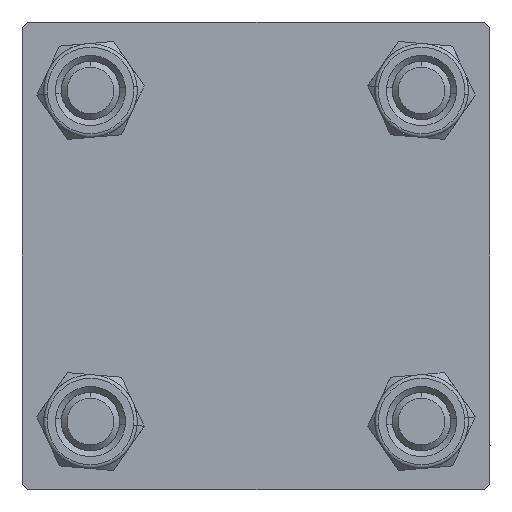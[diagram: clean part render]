
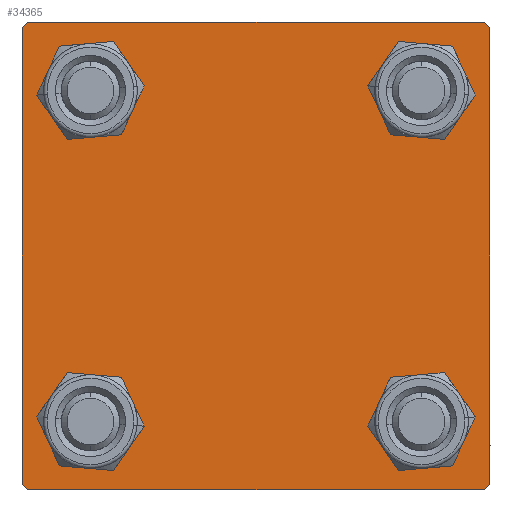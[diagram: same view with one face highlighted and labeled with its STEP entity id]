
A CAD part, left-side view. The second image highlights one B-rep face of the part: STEP entity #34365.
In plain terms, the highlighted planar face has unit normal (-1, 0, 0).
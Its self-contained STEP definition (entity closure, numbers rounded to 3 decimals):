
#359 = EDGE_CURVE ( 'NONE', #37074, #7819, #55865, .T. ) ;
#686 = DIRECTION ( 'NONE',  ( 0., 0.707, 0.707 ) ) ;
#817 = DIRECTION ( 'NONE',  ( 0., 0., 1. ) ) ;
#948 = LINE ( 'NONE', #45795, #32986 ) ;
#2057 = AXIS2_PLACEMENT_3D ( 'NONE', #43011, #8185, #16268 ) ;
#2111 = ORIENTED_EDGE ( 'NONE', *, *, #17985, .T. ) ;
#2320 = EDGE_CURVE ( 'NONE', #11592, #47314, #16211, .T. ) ;
#2658 = CARTESIAN_POINT ( 'NONE',  ( 0., 20., 20. ) ) ;
#3134 = CARTESIAN_POINT ( 'NONE',  ( 0., -19.75, -19.75 ) ) ;
#3979 = ORIENTED_EDGE ( 'NONE', *, *, #50561, .F. ) ;
#4033 = ORIENTED_EDGE ( 'NONE', *, *, #22730, .T. ) ;
#4430 = ORIENTED_EDGE ( 'NONE', *, *, #37061, .T. ) ;
#4566 = CARTESIAN_POINT ( 'NONE',  ( 0., -14.15, 14.15 ) ) ;
#4950 = ORIENTED_EDGE ( 'NONE', *, *, #28356, .T. ) ;
#5345 = VECTOR ( 'NONE', #19954, 1000. ) ;
#6005 = ORIENTED_EDGE ( 'NONE', *, *, #45233, .T. ) ;
#7076 = DIRECTION ( 'NONE',  ( 0., -1., 0. ) ) ;
#7796 = CARTESIAN_POINT ( 'NONE',  ( 0., 19.5, 20. ) ) ;
#7819 = VERTEX_POINT ( 'NONE', #15937 ) ;
#8185 = DIRECTION ( 'NONE',  ( -1., 0., 0. ) ) ;
#9704 = CARTESIAN_POINT ( 'NONE',  ( 0., 19.5, -20. ) ) ;
#10243 = VERTEX_POINT ( 'NONE', #35156 ) ;
#10920 = AXIS2_PLACEMENT_3D ( 'NONE', #35823, #19896, #49344 ) ;
#11445 = AXIS2_PLACEMENT_3D ( 'NONE', #38202, #20078, #55188 ) ;
#11592 = VERTEX_POINT ( 'NONE', #50469 ) ;
#11764 = CARTESIAN_POINT ( 'NONE',  ( 0., 14.15, 11.15 ) ) ;
#12155 = ORIENTED_EDGE ( 'NONE', *, *, #54941, .T. ) ;
#12370 = CARTESIAN_POINT ( 'NONE',  ( 0., -20., -19.5 ) ) ;
#12498 = VERTEX_POINT ( 'NONE', #42266 ) ;
#12829 = VERTEX_POINT ( 'NONE', #47357 ) ;
#12899 = DIRECTION ( 'NONE',  ( 0., -0.707, 0.707 ) ) ;
#13595 = ORIENTED_EDGE ( 'NONE', *, *, #41325, .T. ) ;
#13966 = CIRCLE ( 'NONE', #30493, 3. ) ;
#14180 = CARTESIAN_POINT ( 'NONE',  ( 0., 14.15, -11.15 ) ) ;
#14506 = ORIENTED_EDGE ( 'NONE', *, *, #359, .T. ) ;
#14579 = VERTEX_POINT ( 'NONE', #7796 ) ;
#15274 = CARTESIAN_POINT ( 'NONE',  ( 0., -19.5, -20. ) ) ;
#15937 = CARTESIAN_POINT ( 'NONE',  ( 0., 14.15, 17.15 ) ) ;
#16211 = LINE ( 'NONE', #55623, #5345 ) ;
#16268 = DIRECTION ( 'NONE',  ( 0., 0., 1. ) ) ;
#16554 = FACE_BOUND ( 'NONE', #51211, .T. ) ;
#17302 = DIRECTION ( 'NONE',  ( 0., 0., 1. ) ) ;
#17985 = EDGE_CURVE ( 'NONE', #42696, #37281, #56788, .T. ) ;
#18158 = EDGE_CURVE ( 'NONE', #7819, #37074, #28369, .T. ) ;
#18778 = CARTESIAN_POINT ( 'NONE',  ( 0., -14.15, 14.15 ) ) ;
#19896 = DIRECTION ( 'NONE',  ( 1., 0., 0. ) ) ;
#19954 = DIRECTION ( 'NONE',  ( 0., -0.707, -0.707 ) ) ;
#20078 = DIRECTION ( 'NONE',  ( 1., 0., 0. ) ) ;
#20208 = DIRECTION ( 'NONE',  ( 0., -1., 0. ) ) ;
#20783 = EDGE_LOOP ( 'NONE', ( #12155, #30484, #54116, #4430, #3979, #6005, #29711, #4033 ) ) ;
#21137 = FACE_OUTER_BOUND ( 'NONE', #20783, .T. ) ;
#21382 = AXIS2_PLACEMENT_3D ( 'NONE', #18778, #31434, #53881 ) ;
#22107 = DIRECTION ( 'NONE',  ( 0., 0., 1. ) ) ;
#22403 = DIRECTION ( 'NONE',  ( 1., 0., 0. ) ) ;
#22730 = EDGE_CURVE ( 'NONE', #14579, #10243, #52043, .T. ) ;
#23926 = DIRECTION ( 'NONE',  ( 0., 0., -1. ) ) ;
#24371 = CARTESIAN_POINT ( 'NONE',  ( 0., -14.15, -17.15 ) ) ;
#24951 = VECTOR ( 'NONE', #20208, 1000. ) ;
#26515 = VECTOR ( 'NONE', #7076, 1000. ) ;
#26553 = EDGE_CURVE ( 'NONE', #50574, #27296, #28576, .T. ) ;
#26967 = CARTESIAN_POINT ( 'NONE',  ( 0., 14.15, -17.15 ) ) ;
#27066 = EDGE_CURVE ( 'NONE', #14579, #45663, #37475, .T. ) ;
#27086 = ORIENTED_EDGE ( 'NONE', *, *, #36432, .T. ) ;
#27296 = VERTEX_POINT ( 'NONE', #24371 ) ;
#27427 = AXIS2_PLACEMENT_3D ( 'NONE', #38730, #48188, #47345 ) ;
#27438 = EDGE_LOOP ( 'NONE', ( #4950, #27086 ) ) ;
#27755 = CIRCLE ( 'NONE', #48075, 3. ) ;
#28221 = VERTEX_POINT ( 'NONE', #15274 ) ;
#28356 = EDGE_CURVE ( 'NONE', #12498, #45803, #13966, .T. ) ;
#28369 = CIRCLE ( 'NONE', #10920, 3. ) ;
#28576 = CIRCLE ( 'NONE', #35927, 3. ) ;
#28893 = CARTESIAN_POINT ( 'NONE',  ( 0., 20., 20. ) ) ;
#29607 = EDGE_LOOP ( 'NONE', ( #42657, #2111 ) ) ;
#29711 = ORIENTED_EDGE ( 'NONE', *, *, #27066, .F. ) ;
#30484 = ORIENTED_EDGE ( 'NONE', *, *, #2320, .T. ) ;
#30493 = AXIS2_PLACEMENT_3D ( 'NONE', #4566, #22403, #22107 ) ;
#31434 = DIRECTION ( 'NONE',  ( 1., 0., 0. ) ) ;
#32571 = CARTESIAN_POINT ( 'NONE',  ( 0., -14.15, -11.15 ) ) ;
#32867 = AXIS2_PLACEMENT_3D ( 'NONE', #37621, #55175, #33581 ) ;
#32986 = VECTOR ( 'NONE', #23926, 1000. ) ;
#33270 = LINE ( 'NONE', #50820, #26515 ) ;
#33299 = EDGE_CURVE ( 'NONE', #37281, #42696, #27755, .T. ) ;
#33581 = DIRECTION ( 'NONE',  ( 0., 0., 1. ) ) ;
#33628 = LINE ( 'NONE', #3134, #45337 ) ;
#33723 = VERTEX_POINT ( 'NONE', #12370 ) ;
#34000 = VECTOR ( 'NONE', #39108, 1000. ) ;
#34016 = DIRECTION ( 'NONE',  ( 1., 0., 0. ) ) ;
#34365 = ADVANCED_FACE ( 'NONE', ( #34943, #47603, #55964, #16554, #21137 ), #52490, .T. ) ;
#34943 = FACE_BOUND ( 'NONE', #27438, .T. ) ;
#35063 = CARTESIAN_POINT ( 'NONE',  ( 0., 19.75, 19.75 ) ) ;
#35156 = CARTESIAN_POINT ( 'NONE',  ( 0., 20., 19.5 ) ) ;
#35486 = CARTESIAN_POINT ( 'NONE',  ( 0., -19.75, 19.75 ) ) ;
#35823 = CARTESIAN_POINT ( 'NONE',  ( 0., 14.15, 14.15 ) ) ;
#35927 = AXIS2_PLACEMENT_3D ( 'NONE', #54592, #50271, #817 ) ;
#36257 = CIRCLE ( 'NONE', #11445, 3. ) ;
#36432 = EDGE_CURVE ( 'NONE', #45803, #12498, #46193, .T. ) ;
#37061 = EDGE_CURVE ( 'NONE', #28221, #33723, #33628, .T. ) ;
#37074 = VERTEX_POINT ( 'NONE', #11764 ) ;
#37281 = VERTEX_POINT ( 'NONE', #14180 ) ;
#37405 = CARTESIAN_POINT ( 'NONE',  ( 0., -19.5, 20. ) ) ;
#37475 = LINE ( 'NONE', #2658, #24951 ) ;
#37621 = CARTESIAN_POINT ( 'NONE',  ( 0., 14.15, 14.15 ) ) ;
#38202 = CARTESIAN_POINT ( 'NONE',  ( 0., -14.15, -14.15 ) ) ;
#38730 = CARTESIAN_POINT ( 'NONE',  ( 0., 14.15, -14.15 ) ) ;
#39108 = DIRECTION ( 'NONE',  ( 0., 0.707, -0.707 ) ) ;
#39183 = CARTESIAN_POINT ( 'NONE',  ( 0., 14.15, -14.15 ) ) ;
#39208 = ORIENTED_EDGE ( 'NONE', *, *, #18158, .T. ) ;
#41325 = EDGE_CURVE ( 'NONE', #27296, #50574, #36257, .T. ) ;
#41854 = DIRECTION ( 'NONE',  ( 0., 0., -1. ) ) ;
#42266 = CARTESIAN_POINT ( 'NONE',  ( 0., -14.15, 17.15 ) ) ;
#42657 = ORIENTED_EDGE ( 'NONE', *, *, #33299, .T. ) ;
#42696 = VERTEX_POINT ( 'NONE', #26967 ) ;
#43011 = CARTESIAN_POINT ( 'NONE',  ( 0., 0., 0. ) ) ;
#45233 = EDGE_CURVE ( 'NONE', #12829, #45663, #52184, .T. ) ;
#45337 = VECTOR ( 'NONE', #12899, 1000. ) ;
#45606 = LINE ( 'NONE', #28893, #55166 ) ;
#45663 = VERTEX_POINT ( 'NONE', #37405 ) ;
#45795 = CARTESIAN_POINT ( 'NONE',  ( 0., -20., 20. ) ) ;
#45803 = VERTEX_POINT ( 'NONE', #47733 ) ;
#46193 = CIRCLE ( 'NONE', #21382, 3. ) ;
#47314 = VERTEX_POINT ( 'NONE', #9704 ) ;
#47345 = DIRECTION ( 'NONE',  ( 0., 0., 1. ) ) ;
#47357 = CARTESIAN_POINT ( 'NONE',  ( 0., -20., 19.5 ) ) ;
#47603 = FACE_BOUND ( 'NONE', #50299, .T. ) ;
#47733 = CARTESIAN_POINT ( 'NONE',  ( 0., -14.15, 11.15 ) ) ;
#48075 = AXIS2_PLACEMENT_3D ( 'NONE', #39183, #34016, #17302 ) ;
#48188 = DIRECTION ( 'NONE',  ( 1., 0., 0. ) ) ;
#49344 = DIRECTION ( 'NONE',  ( 0., 0., 1. ) ) ;
#50124 = EDGE_CURVE ( 'NONE', #47314, #28221, #33270, .T. ) ;
#50271 = DIRECTION ( 'NONE',  ( 1., 0., 0. ) ) ;
#50299 = EDGE_LOOP ( 'NONE', ( #55222, #13595 ) ) ;
#50469 = CARTESIAN_POINT ( 'NONE',  ( 0., 20., -19.5 ) ) ;
#50561 = EDGE_CURVE ( 'NONE', #12829, #33723, #948, .T. ) ;
#50574 = VERTEX_POINT ( 'NONE', #32571 ) ;
#50820 = CARTESIAN_POINT ( 'NONE',  ( 0., 20., -20. ) ) ;
#51211 = EDGE_LOOP ( 'NONE', ( #39208, #14506 ) ) ;
#52043 = LINE ( 'NONE', #35063, #34000 ) ;
#52184 = LINE ( 'NONE', #35486, #54775 ) ;
#52490 = PLANE ( 'NONE',  #2057 ) ;
#53881 = DIRECTION ( 'NONE',  ( 0., 0., 1. ) ) ;
#54116 = ORIENTED_EDGE ( 'NONE', *, *, #50124, .T. ) ;
#54592 = CARTESIAN_POINT ( 'NONE',  ( 0., -14.15, -14.15 ) ) ;
#54775 = VECTOR ( 'NONE', #686, 1000. ) ;
#54941 = EDGE_CURVE ( 'NONE', #10243, #11592, #45606, .T. ) ;
#55166 = VECTOR ( 'NONE', #41854, 1000. ) ;
#55175 = DIRECTION ( 'NONE',  ( 1., 0., 0. ) ) ;
#55188 = DIRECTION ( 'NONE',  ( 0., 0., 1. ) ) ;
#55222 = ORIENTED_EDGE ( 'NONE', *, *, #26553, .T. ) ;
#55623 = CARTESIAN_POINT ( 'NONE',  ( 0., 19.75, -19.75 ) ) ;
#55865 = CIRCLE ( 'NONE', #32867, 3. ) ;
#55964 = FACE_BOUND ( 'NONE', #29607, .T. ) ;
#56788 = CIRCLE ( 'NONE', #27427, 3. ) ;
